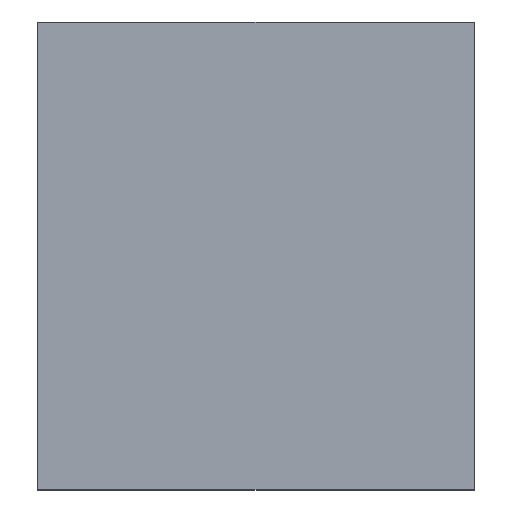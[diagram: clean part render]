
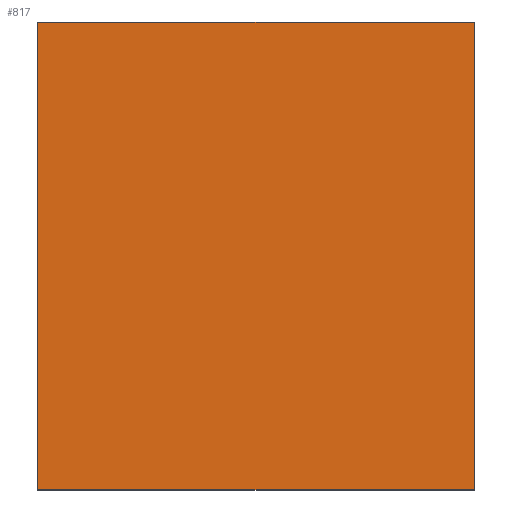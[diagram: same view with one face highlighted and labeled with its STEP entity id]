
A CAD part, top view. The second image highlights one B-rep face of the part: STEP entity #817.
In plain terms, the highlighted planar face has unit normal (0, 0, 1).
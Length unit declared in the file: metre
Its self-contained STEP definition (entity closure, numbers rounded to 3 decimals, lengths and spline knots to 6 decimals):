
#763 = EDGE_CURVE( '', #1975, #1976, #1977, .T. );
#817 = ADVANCED_FACE( '', ( #2060 ), #2061, .T. );
#1229 = EDGE_CURVE( '', #1976, #2152, #2651, .T. );
#1307 = EDGE_CURVE( '', #2745, #1975, #2746, .T. );
#1381 = EDGE_CURVE( '', #2152, #2745, #2834, .T. );
#1975 = VERTEX_POINT( '', #3596 );
#1976 = VERTEX_POINT( '', #3597 );
#1977 = LINE( '', #3598, #3599 );
#2060 = FACE_OUTER_BOUND( '', #3722, .T. );
#2061 = PLANE( '', #3723 );
#2152 = VERTEX_POINT( '', #3847 );
#2651 = LINE( '', #4594, #4595 );
#2745 = VERTEX_POINT( '', #4746 );
#2746 = LINE( '', #4747, #4748 );
#2834 = LINE( '', #4885, #4886 );
#3596 = CARTESIAN_POINT( '', ( 0.0014, 0.0015, 0.000402 ) );
#3597 = CARTESIAN_POINT( '', ( -0.0014, 0.0015, 0.000402 ) );
#3598 = CARTESIAN_POINT( '', ( 0.0014, 0.0015, 0.000402 ) );
#3599 = VECTOR( '', #5548, 1. );
#3722 = EDGE_LOOP( '', ( #5618, #5619, #5620, #5621 ) );
#3723 = AXIS2_PLACEMENT_3D( '', #5622, #5623, #5624 );
#3847 = CARTESIAN_POINT( '', ( -0.0014, -0.0015, 0.000402 ) );
#4594 = CARTESIAN_POINT( '', ( -0.0014, 0.0015, 0.000402 ) );
#4595 = VECTOR( '', #6381, 1. );
#4746 = CARTESIAN_POINT( '', ( 0.0014, -0.0015, 0.000402 ) );
#4747 = CARTESIAN_POINT( '', ( 0.0014, -0.0015, 0.000402 ) );
#4748 = VECTOR( '', #6490, 1. );
#4885 = CARTESIAN_POINT( '', ( -0.0014, -0.0015, 0.000402 ) );
#4886 = VECTOR( '', #6615, 1. );
#5548 = DIRECTION( '', ( -1., 0., 0. ) );
#5618 = ORIENTED_EDGE( '', *, *, #1381, .T. );
#5619 = ORIENTED_EDGE( '', *, *, #1307, .T. );
#5620 = ORIENTED_EDGE( '', *, *, #763, .T. );
#5621 = ORIENTED_EDGE( '', *, *, #1229, .T. );
#5622 = CARTESIAN_POINT( '', ( 0., 0., 0.000402 ) );
#5623 = DIRECTION( '', ( 0., 0., 1. ) );
#5624 = DIRECTION( '', ( 1., 0., 0. ) );
#6381 = DIRECTION( '', ( 0., -1., 0. ) );
#6490 = DIRECTION( '', ( 0., 1., 0. ) );
#6615 = DIRECTION( '', ( 1., 0., 0. ) );
